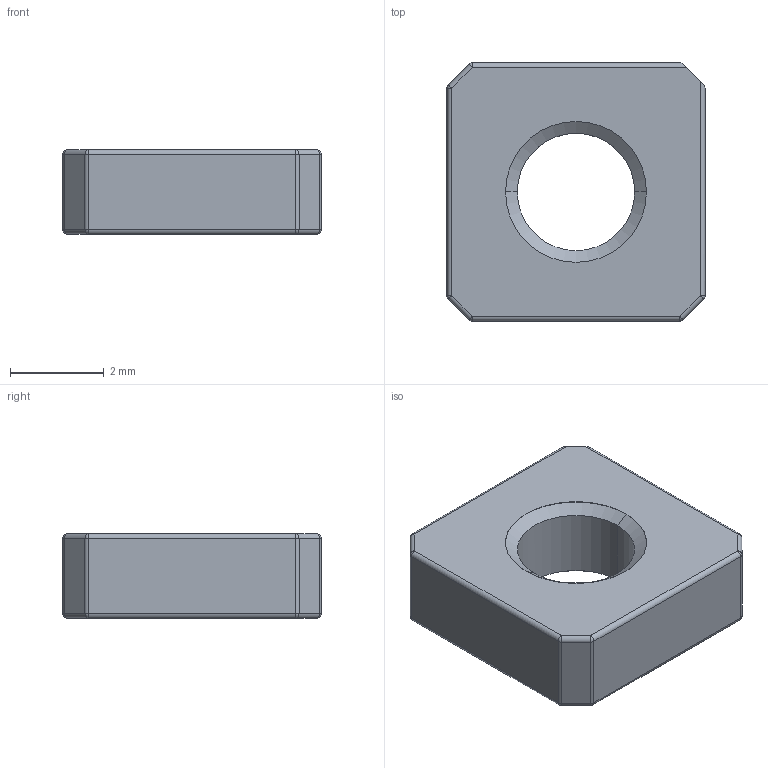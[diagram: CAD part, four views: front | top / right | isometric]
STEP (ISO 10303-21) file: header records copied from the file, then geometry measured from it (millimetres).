
FILE_DESCRIPTION (( 'STEP AP203' ), '1' );
FILE_NAME ('1213-B.STEP', '2016-10-06T08:16:41', ( '' ), ( '' ), 'SwSTEP 2.0', 'SolidWorks 2015', '' );
FILE_SCHEMA (( 'CONFIG_CONTROL_DESIGN' ));
Length unit declared in the file: millimetre
Products named in the file (1): 1213-B
Bounding box: 5.5 x 5.5 x 1.8 mm (x, y, z)
Volume: 44.2 mm3; surface area: 97.7 mm2
Topology: 1 solids, 1 shells, 54 faces, 118 edges, 60 vertices
Faces by surface type: cylinder 28, sphere 12, plane 10, cone 4
Entity records: 1473 total; most frequent: DIRECTION 262, CARTESIAN_POINT 251, ORIENTED_EDGE 224, EDGE_CURVE 112, AXIS2_PLACEMENT_3D 103, VERTEX_POINT 60, LINE 56, VECTOR 56
